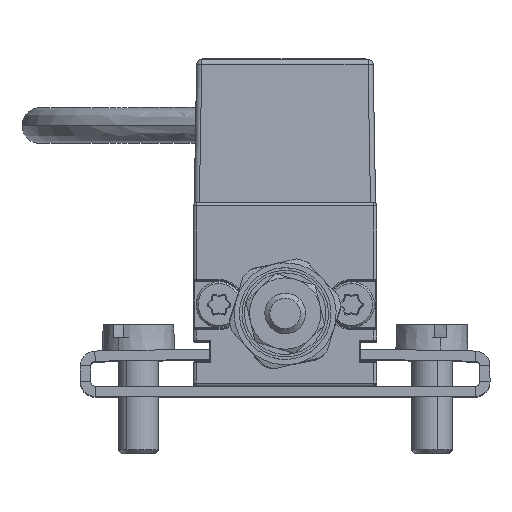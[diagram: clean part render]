
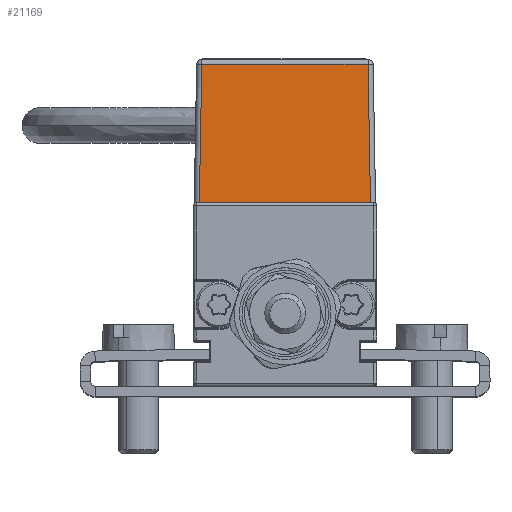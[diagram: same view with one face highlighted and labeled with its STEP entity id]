
A CAD part, top view. The second image highlights one B-rep face of the part: STEP entity #21169.
In plain terms, the highlighted planar face has unit normal (0, 0.018, 1).
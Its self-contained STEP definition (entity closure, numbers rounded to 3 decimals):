
#18564 = AXIS2_PLACEMENT_3D ( 'NONE', #21702, #21703, #21704 ) ;
#21169 = ADVANCED_FACE ( 'NONE', ( #21691 ), #21692, .T. ) ;
#21691 = FACE_OUTER_BOUND ( 'NONE', #39408, .T. ) ;
#21692 = PLANE ( 'NONE',  #18564 ) ;
#21702 = CARTESIAN_POINT ( 'NONE',  ( -8.929, 18., 57.784 ) ) ;
#21703 = DIRECTION ( 'NONE',  ( 0., 0.017, 1. ) ) ;
#21704 = DIRECTION ( 'NONE',  ( 0., -1., 0.017 ) ) ;
#22392 = VERTEX_POINT ( 'NONE', #26107 ) ;
#22454 = VERTEX_POINT ( 'NONE', #26147 ) ;
#22703 = VERTEX_POINT ( 'NONE', #26304 ) ;
#23153 = VERTEX_POINT ( 'NONE', #26592 ) ;
#26107 = CARTESIAN_POINT ( 'NONE',  ( -8.426, 18., 57.784 ) ) ;
#26147 = CARTESIAN_POINT ( 'NONE',  ( -8.189, 31.583, 57.547 ) ) ;
#26304 = CARTESIAN_POINT ( 'NONE',  ( 8.129, 31.583, 57.547 ) ) ;
#26592 = CARTESIAN_POINT ( 'NONE',  ( 8.366, 18., 57.784 ) ) ;
#30091 = ORIENTED_EDGE ( 'NONE', *, *, #40695, .T. ) ;
#30092 = ORIENTED_EDGE ( 'NONE', *, *, #40601, .T. ) ;
#30093 = ORIENTED_EDGE ( 'NONE', *, *, #40637, .T. ) ;
#30232 = ORIENTED_EDGE ( 'NONE', *, *, #40636, .T. ) ;
#33893 = LINE ( 'NONE', #33907, #34271 ) ;
#33907 = CARTESIAN_POINT ( 'NONE',  ( -8.929, 18., 57.784 ) ) ;
#33915 = DIRECTION ( 'NONE',  ( 1., 0., 0. ) ) ;
#34271 = VECTOR ( 'NONE', #33915, 1000. ) ;
#34318 = VECTOR ( 'NONE', #35015, 1000. ) ;
#34321 = VECTOR ( 'NONE', #35018, 1000. ) ;
#34384 = VECTOR ( 'NONE', #35199, 1000. ) ;
#35006 = LINE ( 'NONE', #35014, #34318 ) ;
#35014 = CARTESIAN_POINT ( 'NONE',  ( 8.36, 18.302, 57.779 ) ) ;
#35015 = DIRECTION ( 'NONE',  ( -0.017, 1., -0.017 ) ) ;
#35016 = LINE ( 'NONE', #35017, #34321 ) ;
#35017 = CARTESIAN_POINT ( 'NONE',  ( -8.426, 17.991, 57.784 ) ) ;
#35018 = DIRECTION ( 'NONE',  ( -0.017, -1., 0.017 ) ) ;
#35189 = CARTESIAN_POINT ( 'NONE',  ( -8.929, 31.583, 57.547 ) ) ;
#35195 = LINE ( 'NONE', #35189, #34384 ) ;
#35199 = DIRECTION ( 'NONE',  ( -1., 0., 0. ) ) ;
#39408 = EDGE_LOOP ( 'NONE', ( #30232, #30091, #30093, #30092 ) ) ;
#40601 = EDGE_CURVE ( 'NONE', #22392, #23153, #33893, .T. ) ;
#40636 = EDGE_CURVE ( 'NONE', #23153, #22703, #35006, .T. ) ;
#40637 = EDGE_CURVE ( 'NONE', #22454, #22392, #35016, .T. ) ;
#40695 = EDGE_CURVE ( 'NONE', #22703, #22454, #35195, .T. ) ;
